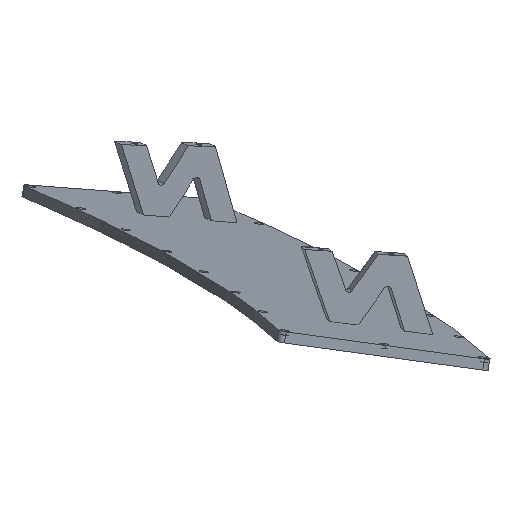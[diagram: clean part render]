
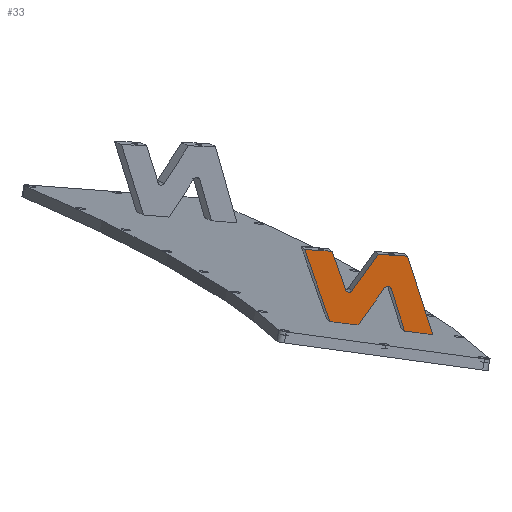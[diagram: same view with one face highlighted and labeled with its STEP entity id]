
A CAD part, left-side view. The second image highlights one B-rep face of the part: STEP entity #33.
In plain terms, the highlighted planar face has unit normal (-0.956, -0.228, -0.182).
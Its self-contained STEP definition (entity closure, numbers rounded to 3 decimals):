
#33=ADVANCED_FACE('',(#297),#2826,.T.);
#297=FACE_OUTER_BOUND('',#490,.T.);
#490=EDGE_LOOP('',(#794,#795,#796,#797,#798,#799,#800,#801,#802,#803,#804,
#805));
#794=ORIENTED_EDGE('',*,*,#1668,.F.);
#795=ORIENTED_EDGE('',*,*,#1665,.F.);
#796=ORIENTED_EDGE('',*,*,#1662,.F.);
#797=ORIENTED_EDGE('',*,*,#1659,.F.);
#798=ORIENTED_EDGE('',*,*,#1656,.F.);
#799=ORIENTED_EDGE('',*,*,#1653,.F.);
#800=ORIENTED_EDGE('',*,*,#1650,.F.);
#801=ORIENTED_EDGE('',*,*,#1647,.F.);
#802=ORIENTED_EDGE('',*,*,#1644,.F.);
#803=ORIENTED_EDGE('',*,*,#1641,.F.);
#804=ORIENTED_EDGE('',*,*,#1638,.F.);
#805=ORIENTED_EDGE('',*,*,#1634,.F.);
#1634=EDGE_CURVE('',#2530,#2531,#2210,.T.);
#1638=EDGE_CURVE('',#2531,#2534,#2214,.T.);
#1641=EDGE_CURVE('',#2534,#2536,#2217,.T.);
#1644=EDGE_CURVE('',#2536,#2538,#2220,.T.);
#1647=EDGE_CURVE('',#2538,#2540,#2223,.T.);
#1650=EDGE_CURVE('',#2540,#2542,#2226,.T.);
#1653=EDGE_CURVE('',#2542,#2544,#2229,.T.);
#1656=EDGE_CURVE('',#2544,#2546,#2232,.T.);
#1659=EDGE_CURVE('',#2546,#2548,#2235,.T.);
#1662=EDGE_CURVE('',#2548,#2550,#2238,.T.);
#1665=EDGE_CURVE('',#2550,#2552,#2241,.T.);
#1668=EDGE_CURVE('',#2552,#2530,#2244,.T.);
#2210=(
BOUNDED_CURVE()
B_SPLINE_CURVE(3,(#3413,#3414,#3415,#3416),.UNSPECIFIED.,.F.,.F.)
B_SPLINE_CURVE_WITH_KNOTS((4,4),(-243.678,-227.697),
 .UNSPECIFIED.)
CURVE()
GEOMETRIC_REPRESENTATION_ITEM()
RATIONAL_B_SPLINE_CURVE((1.,1.,1.,1.))
REPRESENTATION_ITEM('')
);
#2214=(
BOUNDED_CURVE()
B_SPLINE_CURVE(3,(#3425,#3426,#3427,#3428),.UNSPECIFIED.,.F.,.F.)
B_SPLINE_CURVE_WITH_KNOTS((4,4),(-227.697,-182.79),
 .UNSPECIFIED.)
CURVE()
GEOMETRIC_REPRESENTATION_ITEM()
RATIONAL_B_SPLINE_CURVE((1.,1.,1.,1.))
REPRESENTATION_ITEM('')
);
#2217=(
BOUNDED_CURVE()
B_SPLINE_CURVE(3,(#3435,#3436,#3437,#3438),.UNSPECIFIED.,.F.,.F.)
B_SPLINE_CURVE_WITH_KNOTS((4,4),(-182.79,-167.362),
 .UNSPECIFIED.)
CURVE()
GEOMETRIC_REPRESENTATION_ITEM()
RATIONAL_B_SPLINE_CURVE((1.,1.,1.,1.))
REPRESENTATION_ITEM('')
);
#2220=(
BOUNDED_CURVE()
B_SPLINE_CURVE(3,(#3445,#3446,#3447,#3448),.UNSPECIFIED.,.F.,.F.)
B_SPLINE_CURVE_WITH_KNOTS((4,4),(-167.362,-143.176),
 .UNSPECIFIED.)
CURVE()
GEOMETRIC_REPRESENTATION_ITEM()
RATIONAL_B_SPLINE_CURVE((1.,1.,1.,1.))
REPRESENTATION_ITEM('')
);
#2223=(
BOUNDED_CURVE()
B_SPLINE_CURVE(3,(#3455,#3456,#3457,#3458,#3459,#3460,#3461),
 .UNSPECIFIED.,.F.,.F.)
B_SPLINE_CURVE_WITH_KNOTS((4,3,4),(-143.176,-140.986,
-138.796),.UNSPECIFIED.)
CURVE()
GEOMETRIC_REPRESENTATION_ITEM()
RATIONAL_B_SPLINE_CURVE((1.,0.903,0.903,1.,0.903,
0.903,1.))
REPRESENTATION_ITEM('')
);
#2226=(
BOUNDED_CURVE()
B_SPLINE_CURVE(3,(#3471,#3472,#3473,#3474),.UNSPECIFIED.,.F.,.F.)
B_SPLINE_CURVE_WITH_KNOTS((4,4),(-138.796,-114.61),
 .UNSPECIFIED.)
CURVE()
GEOMETRIC_REPRESENTATION_ITEM()
RATIONAL_B_SPLINE_CURVE((1.,1.,1.,1.))
REPRESENTATION_ITEM('')
);
#2229=(
BOUNDED_CURVE()
B_SPLINE_CURVE(3,(#3481,#3482,#3483,#3484),.UNSPECIFIED.,.F.,.F.)
B_SPLINE_CURVE_WITH_KNOTS((4,4),(-114.61,-99.181),
 .UNSPECIFIED.)
CURVE()
GEOMETRIC_REPRESENTATION_ITEM()
RATIONAL_B_SPLINE_CURVE((1.,1.,1.,1.))
REPRESENTATION_ITEM('')
);
#2232=(
BOUNDED_CURVE()
B_SPLINE_CURVE(3,(#3491,#3492,#3493,#3494),.UNSPECIFIED.,.F.,.F.)
B_SPLINE_CURVE_WITH_KNOTS((4,4),(-99.181,-57.588),
 .UNSPECIFIED.)
CURVE()
GEOMETRIC_REPRESENTATION_ITEM()
RATIONAL_B_SPLINE_CURVE((1.,1.,1.,1.))
REPRESENTATION_ITEM('')
);
#2235=(
BOUNDED_CURVE()
B_SPLINE_CURVE(3,(#3501,#3502,#3503,#3504),.UNSPECIFIED.,.F.,.F.)
B_SPLINE_CURVE_WITH_KNOTS((4,4),(-57.588,-42.635),
 .UNSPECIFIED.)
CURVE()
GEOMETRIC_REPRESENTATION_ITEM()
RATIONAL_B_SPLINE_CURVE((1.,1.,1.,1.))
REPRESENTATION_ITEM('')
);
#2238=(
BOUNDED_CURVE()
B_SPLINE_CURVE(3,(#3511,#3512,#3513,#3514),.UNSPECIFIED.,.F.,.F.)
B_SPLINE_CURVE_WITH_KNOTS((4,4),(-42.635,-20.273),
 .UNSPECIFIED.)
CURVE()
GEOMETRIC_REPRESENTATION_ITEM()
RATIONAL_B_SPLINE_CURVE((1.,1.,1.,1.))
REPRESENTATION_ITEM('')
);
#2241=(
BOUNDED_CURVE()
B_SPLINE_CURVE(3,(#3521,#3522,#3523,#3524,#3525,#3526,#3527),
 .UNSPECIFIED.,.F.,.F.)
B_SPLINE_CURVE_WITH_KNOTS((4,3,4),(-20.273,-18.111,
-15.949),.UNSPECIFIED.)
CURVE()
GEOMETRIC_REPRESENTATION_ITEM()
RATIONAL_B_SPLINE_CURVE((1.,0.905,0.905,1.,0.905,
0.905,1.))
REPRESENTATION_ITEM('')
);
#2244=(
BOUNDED_CURVE()
B_SPLINE_CURVE(3,(#3537,#3538,#3539,#3540),.UNSPECIFIED.,.F.,.F.)
B_SPLINE_CURVE_WITH_KNOTS((4,4),(-15.949,7.793),
 .UNSPECIFIED.)
CURVE()
GEOMETRIC_REPRESENTATION_ITEM()
RATIONAL_B_SPLINE_CURVE((1.,1.,1.,1.))
REPRESENTATION_ITEM('')
);
#2530=VERTEX_POINT('',#3369);
#2531=VERTEX_POINT('',#3370);
#2534=VERTEX_POINT('',#3373);
#2536=VERTEX_POINT('',#3375);
#2538=VERTEX_POINT('',#3377);
#2540=VERTEX_POINT('',#3379);
#2542=VERTEX_POINT('',#3381);
#2544=VERTEX_POINT('',#3383);
#2546=VERTEX_POINT('',#3385);
#2548=VERTEX_POINT('',#3387);
#2550=VERTEX_POINT('',#3389);
#2552=VERTEX_POINT('',#3391);
#2826=PLANE('',#3035);
#3035=AXIS2_PLACEMENT_3D('',#3207,#3067,$);
#3067=DIRECTION('',(-0.956,-0.228,-0.182));
#3207=CARTESIAN_POINT('',(-5708.54,-1603.028,2637.343));
#3369=CARTESIAN_POINT('',(-5705.796,-1590.711,2607.503));
#3370=CARTESIAN_POINT('',(-5701.918,-1606.183,2606.523));
#3373=CARTESIAN_POINT('',(-5690.868,-1619.389,2565.048));
#3375=CARTESIAN_POINT('',(-5694.763,-1604.581,2566.948));
#3377=CARTESIAN_POINT('',(-5700.714,-1597.469,2589.286));
#3379=CARTESIAN_POINT('',(-5701.612,-1594.056,2589.723));
#3381=CARTESIAN_POINT('',(-5701.255,-1579.902,2570.115));
#3383=CARTESIAN_POINT('',(-5705.15,-1565.094,2572.015));
#3385=CARTESIAN_POINT('',(-5715.561,-1551.799,2610.025));
#3387=CARTESIAN_POINT('',(-5711.927,-1566.274,2609.078));
#3389=CARTESIAN_POINT('',(-5706.33,-1573.422,2588.642));
#3391=CARTESIAN_POINT('',(-5705.446,-1576.817,2588.255));
#3413=CARTESIAN_POINT('',(-5705.796,-1590.711,2607.503));
#3414=CARTESIAN_POINT('',(-5704.503,-1595.868,2607.174));
#3415=CARTESIAN_POINT('',(-5703.21,-1601.025,2606.847));
#3416=CARTESIAN_POINT('',(-5701.918,-1606.183,2606.523));
#3425=CARTESIAN_POINT('',(-5701.918,-1606.183,2606.523));
#3426=CARTESIAN_POINT('',(-5698.235,-1610.585,2592.698));
#3427=CARTESIAN_POINT('',(-5694.552,-1614.987,2578.873));
#3428=CARTESIAN_POINT('',(-5690.868,-1619.389,2565.048));
#3435=CARTESIAN_POINT('',(-5690.868,-1619.389,2565.048));
#3436=CARTESIAN_POINT('',(-5692.167,-1614.453,2565.681));
#3437=CARTESIAN_POINT('',(-5693.465,-1609.517,2566.315));
#3438=CARTESIAN_POINT('',(-5694.763,-1604.581,2566.948));
#3445=CARTESIAN_POINT('',(-5694.763,-1604.581,2566.948));
#3446=CARTESIAN_POINT('',(-5696.747,-1602.21,2574.394));
#3447=CARTESIAN_POINT('',(-5698.731,-1599.84,2581.84));
#3448=CARTESIAN_POINT('',(-5700.714,-1597.469,2589.286));
#3455=CARTESIAN_POINT('',(-5700.714,-1597.469,2589.286));
#3456=CARTESIAN_POINT('',(-5700.904,-1597.243,2589.996));
#3457=CARTESIAN_POINT('',(-5701.128,-1596.678,2590.467));
#3458=CARTESIAN_POINT('',(-5701.322,-1595.94,2590.562));
#3459=CARTESIAN_POINT('',(-5701.516,-1595.202,2590.656));
#3460=CARTESIAN_POINT('',(-5701.623,-1594.506,2590.347));
#3461=CARTESIAN_POINT('',(-5701.612,-1594.056,2589.723));
#3471=CARTESIAN_POINT('',(-5701.612,-1594.056,2589.723));
#3472=CARTESIAN_POINT('',(-5701.493,-1589.338,2583.187));
#3473=CARTESIAN_POINT('',(-5701.374,-1584.62,2576.651));
#3474=CARTESIAN_POINT('',(-5701.255,-1579.902,2570.115));
#3481=CARTESIAN_POINT('',(-5701.255,-1579.902,2570.115));
#3482=CARTESIAN_POINT('',(-5702.553,-1574.966,2570.748));
#3483=CARTESIAN_POINT('',(-5703.852,-1570.03,2571.382));
#3484=CARTESIAN_POINT('',(-5705.15,-1565.094,2572.015));
#3491=CARTESIAN_POINT('',(-5705.15,-1565.094,2572.015));
#3492=CARTESIAN_POINT('',(-5708.62,-1560.662,2584.685));
#3493=CARTESIAN_POINT('',(-5712.091,-1556.231,2597.355));
#3494=CARTESIAN_POINT('',(-5715.561,-1551.799,2610.025));
#3501=CARTESIAN_POINT('',(-5715.561,-1551.799,2610.025));
#3502=CARTESIAN_POINT('',(-5714.349,-1556.624,2609.708));
#3503=CARTESIAN_POINT('',(-5713.138,-1561.449,2609.392));
#3504=CARTESIAN_POINT('',(-5711.927,-1566.274,2609.078));
#3511=CARTESIAN_POINT('',(-5711.927,-1566.274,2609.078));
#3512=CARTESIAN_POINT('',(-5710.061,-1568.656,2602.266));
#3513=CARTESIAN_POINT('',(-5708.195,-1571.039,2595.454));
#3514=CARTESIAN_POINT('',(-5706.33,-1573.422,2588.642));
#3521=CARTESIAN_POINT('',(-5706.33,-1573.422,2588.642));
#3522=CARTESIAN_POINT('',(-5706.14,-1573.664,2587.949));
#3523=CARTESIAN_POINT('',(-5705.918,-1574.231,2587.497));
#3524=CARTESIAN_POINT('',(-5705.728,-1574.96,2587.414));
#3525=CARTESIAN_POINT('',(-5705.539,-1575.689,2587.33));
#3526=CARTESIAN_POINT('',(-5705.434,-1576.373,2587.64));
#3527=CARTESIAN_POINT('',(-5705.446,-1576.817,2588.255));
#3537=CARTESIAN_POINT('',(-5705.446,-1576.817,2588.255));
#3538=CARTESIAN_POINT('',(-5705.563,-1581.448,2594.671));
#3539=CARTESIAN_POINT('',(-5705.679,-1586.08,2601.087));
#3540=CARTESIAN_POINT('',(-5705.796,-1590.711,2607.503));
